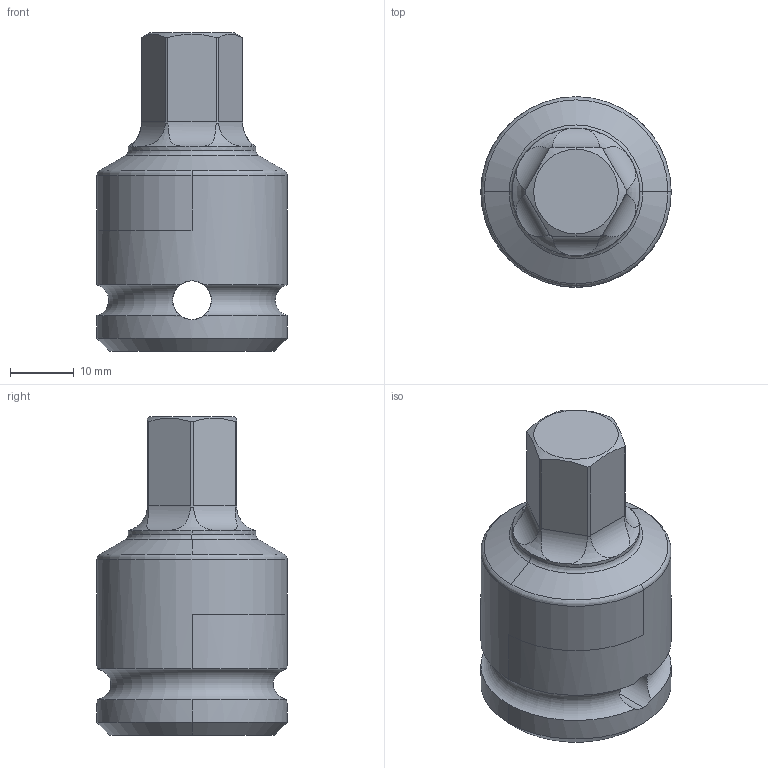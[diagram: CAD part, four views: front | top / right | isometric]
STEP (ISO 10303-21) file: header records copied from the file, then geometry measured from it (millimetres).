
FILE_DESCRIPTION((''),'2;1');
FILE_NAME('4027132314','2023-08-22T11:12:56',('A00565553'),(''),'CREO PARAMETRIC BY PTC INC, 2022414','CREO PARAMETRIC BY PTC INC, 2022414','');
FILE_SCHEMA(('CONFIG_CONTROL_DESIGN','GEOMETRIC_VALIDATION_PROPERTIES_MIM'));
Length unit declared in the file: millimetre
Products named in the file (1): 4027132314
Bounding box: 29.9 x 29.9 x 50 mm (x, y, z)
Volume: 20806.6 mm3; surface area: 5870.3 mm2
Topology: 1 solids, 1 shells, 63 faces, 177 edges, 114 vertices
Faces by surface type: cylinder 27, plane 13, torus 12, cone 11
Entity records: 2487 total; most frequent: CARTESIAN_POINT 801, ORIENTED_EDGE 354, DIRECTION 308, EDGE_CURVE 177, AXIS2_PLACEMENT_3D 130, VERTEX_POINT 114, CIRCLE 67, EDGE_LOOP 65
